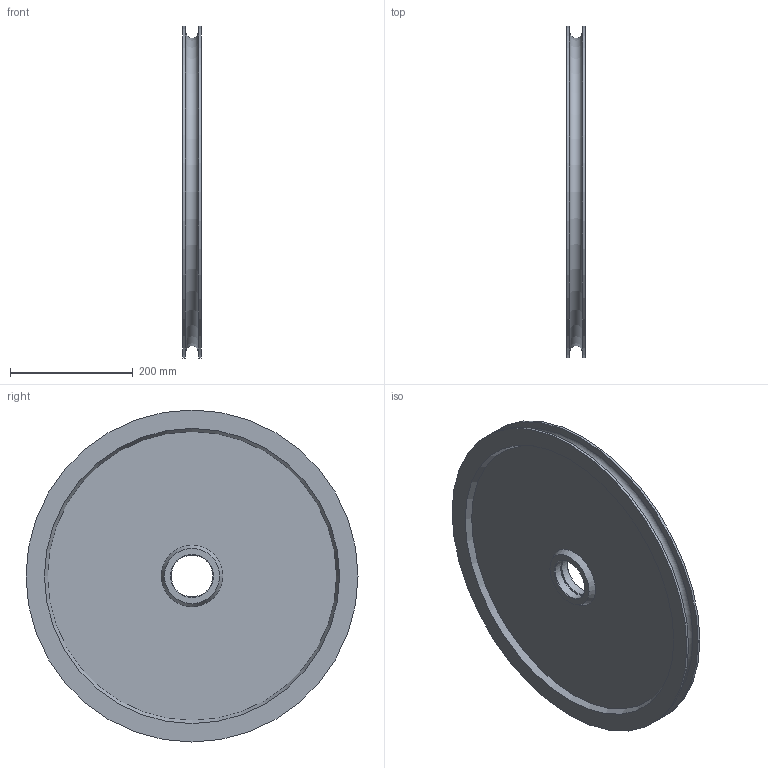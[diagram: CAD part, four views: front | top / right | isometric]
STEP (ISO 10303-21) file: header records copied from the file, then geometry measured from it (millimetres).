
FILE_DESCRIPTION (( 'STEP AP203' ), '1' );
FILE_NAME ('250729 STEP 1-400385-02_7242.STEP', '2025-07-29T08:18:30', ( '' ), ( '' ), 'SwSTEP 2.0', 'SolidWorks 2024', '' );
FILE_SCHEMA (( 'CONFIG_CONTROL_DESIGN' ));
Length unit declared in the file: millimetre
Products named in the file (1): 250729 STEP 1-400385-02_7242
Bounding box: 30 x 540 x 540 mm (x, y, z)
Volume: 2756887.3 mm3; surface area: 577123.6 mm2
Topology: 1 solids, 1 shells, 22 faces, 37 edges, 23 vertices
Faces by surface type: plane 8, cone 8, cylinder 5, torus 1
Full cylindrical faces by diameter (mm): 68 x2, 71 x1, 540 x2
Entity records: 525 total; most frequent: DIRECTION 90, CARTESIAN_POINT 67, AXIS2_PLACEMENT_3D 45, EDGE_LOOP 44, ORIENTED_EDGE 44, FACE_OUTER_BOUND 28, ADVANCED_FACE 22, VERTEX_POINT 22
